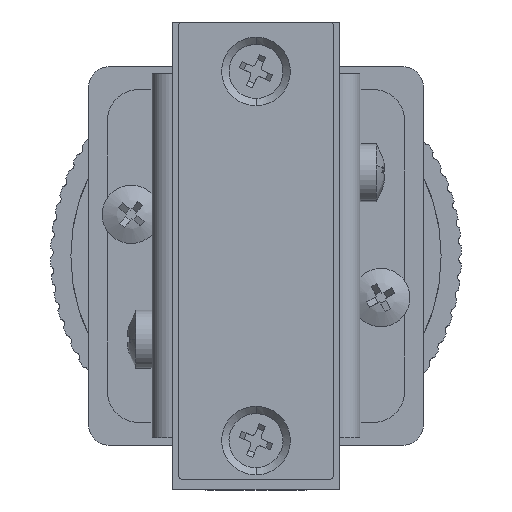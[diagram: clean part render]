
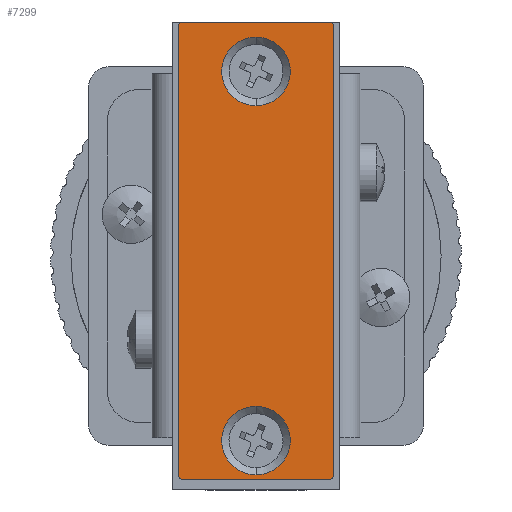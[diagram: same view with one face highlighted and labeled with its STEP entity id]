
A CAD part, front view. The second image highlights one B-rep face of the part: STEP entity #7299.
In plain terms, the highlighted planar face has unit normal (0, -1, 0).
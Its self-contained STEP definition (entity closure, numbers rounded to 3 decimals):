
#87 = CARTESIAN_POINT ( 'NONE',  ( -3.777, -17.577, 14.45 ) ) ;
#304 = VERTEX_POINT ( 'NONE', #87 ) ;
#595 = DIRECTION ( 'NONE',  ( 0., 0., -1. ) ) ;
#1462 = CARTESIAN_POINT ( 'NONE',  ( 3.723, -17.577, -21.5 ) ) ;
#2186 = CIRCLE ( 'NONE', #21883, 0.5 ) ;
#2447 = ORIENTED_EDGE ( 'NONE', *, *, #13267, .F. ) ;
#2464 = VERTEX_POINT ( 'NONE', #4131 ) ;
#3181 = EDGE_CURVE ( 'NONE', #30937, #26986, #21999, .T. ) ;
#4014 = CARTESIAN_POINT ( 'NONE',  ( -10.777, -17.577, 22. ) ) ;
#4023 = ORIENTED_EDGE ( 'NONE', *, *, #16959, .F. ) ;
#4131 = CARTESIAN_POINT ( 'NONE',  ( -10.777, -17.577, -21.5 ) ) ;
#4851 = EDGE_LOOP ( 'NONE', ( #2447, #34348 ) ) ;
#4922 = CIRCLE ( 'NONE', #14557, 0.5 ) ;
#4953 = CARTESIAN_POINT ( 'NONE',  ( -3.777, -17.577, -14.45 ) ) ;
#6706 = CIRCLE ( 'NONE', #15882, 0.5 ) ;
#6797 = DIRECTION ( 'NONE',  ( 0., 0., 1. ) ) ;
#7034 = DIRECTION ( 'NONE',  ( 1., 0., 0. ) ) ;
#7067 = AXIS2_PLACEMENT_3D ( 'NONE', #8111, #24646, #32991 ) ;
#7299 = ADVANCED_FACE ( 'NONE', ( #13541, #26500, #20044 ), #30172, .F. ) ;
#7741 = CARTESIAN_POINT ( 'NONE',  ( -10.777, -17.577, -21. ) ) ;
#8111 = CARTESIAN_POINT ( 'NONE',  ( -3.777, -17.577, 0.5 ) ) ;
#8282 = CARTESIAN_POINT ( 'NONE',  ( -3.777, -17.577, 21.05 ) ) ;
#8361 = VERTEX_POINT ( 'NONE', #32903 ) ;
#8435 = DIRECTION ( 'NONE',  ( 0., -1., 0. ) ) ;
#8667 = ORIENTED_EDGE ( 'NONE', *, *, #20711, .F. ) ;
#8826 = LINE ( 'NONE', #17980, #29957 ) ;
#8969 = CIRCLE ( 'NONE', #17653, 3.3 ) ;
#9423 = CARTESIAN_POINT ( 'NONE',  ( -3.777, -17.577, -17.75 ) ) ;
#9458 = EDGE_CURVE ( 'NONE', #35800, #8361, #18312, .T. ) ;
#9894 = CARTESIAN_POINT ( 'NONE',  ( 3.223, -17.577, 22.5 ) ) ;
#10524 = DIRECTION ( 'NONE',  ( 0., 0., 1. ) ) ;
#10777 = CIRCLE ( 'NONE', #20404, 3.3 ) ;
#11208 = EDGE_CURVE ( 'NONE', #16011, #26986, #26441, .T. ) ;
#11961 = VERTEX_POINT ( 'NONE', #8282 ) ;
#12192 = DIRECTION ( 'NONE',  ( 0., 0., -1. ) ) ;
#12368 = EDGE_LOOP ( 'NONE', ( #27165, #24153 ) ) ;
#12456 = LINE ( 'NONE', #1462, #18957 ) ;
#12646 = CARTESIAN_POINT ( 'NONE',  ( 3.223, -17.577, -21. ) ) ;
#12756 = VERTEX_POINT ( 'NONE', #30358 ) ;
#13267 = EDGE_CURVE ( 'NONE', #304, #11961, #10777, .T. ) ;
#13414 = DIRECTION ( 'NONE',  ( 0., -1., 0. ) ) ;
#13541 = FACE_OUTER_BOUND ( 'NONE', #30474, .T. ) ;
#13583 = CIRCLE ( 'NONE', #24351, 3.3 ) ;
#14381 = EDGE_CURVE ( 'NONE', #11961, #304, #8969, .T. ) ;
#14557 = AXIS2_PLACEMENT_3D ( 'NONE', #7741, #27043, #10524 ) ;
#15431 = DIRECTION ( 'NONE',  ( 0., 0., 1. ) ) ;
#15520 = DIRECTION ( 'NONE',  ( 0., 1., 0. ) ) ;
#15882 = AXIS2_PLACEMENT_3D ( 'NONE', #12646, #31964, #15431 ) ;
#16011 = VERTEX_POINT ( 'NONE', #9894 ) ;
#16384 = AXIS2_PLACEMENT_3D ( 'NONE', #9423, #28723, #12192 ) ;
#16897 = VERTEX_POINT ( 'NONE', #26151 ) ;
#16959 = EDGE_CURVE ( 'NONE', #16011, #23781, #2186, .T. ) ;
#17177 = DIRECTION ( 'NONE',  ( 0., -1., 0. ) ) ;
#17434 = ORIENTED_EDGE ( 'NONE', *, *, #25907, .T. ) ;
#17653 = AXIS2_PLACEMENT_3D ( 'NONE', #33725, #17177, #595 ) ;
#17819 = AXIS2_PLACEMENT_3D ( 'NONE', #4014, #23335, #6797 ) ;
#17980 = CARTESIAN_POINT ( 'NONE',  ( -11.277, -17.577, -21.5 ) ) ;
#18312 = CIRCLE ( 'NONE', #16384, 3.3 ) ;
#18957 = VECTOR ( 'NONE', #7034, 1000. ) ;
#19120 = VECTOR ( 'NONE', #23567, 1000. ) ;
#20044 = FACE_BOUND ( 'NONE', #12368, .T. ) ;
#20404 = AXIS2_PLACEMENT_3D ( 'NONE', #24979, #8435, #27732 ) ;
#20711 = EDGE_CURVE ( 'NONE', #12756, #16897, #6706, .T. ) ;
#20748 = DIRECTION ( 'NONE',  ( 0., 0., -1. ) ) ;
#21883 = AXIS2_PLACEMENT_3D ( 'NONE', #32062, #15520, #34842 ) ;
#21999 = CIRCLE ( 'NONE', #17819, 0.5 ) ;
#22190 = ORIENTED_EDGE ( 'NONE', *, *, #3181, .F. ) ;
#22869 = DIRECTION ( 'NONE',  ( 0., 0., 1. ) ) ;
#23335 = DIRECTION ( 'NONE',  ( 0., 1., 0. ) ) ;
#23486 = LINE ( 'NONE', #31069, #29929 ) ;
#23567 = DIRECTION ( 'NONE',  ( -1., 0., 0. ) ) ;
#23781 = VERTEX_POINT ( 'NONE', #28918 ) ;
#24153 = ORIENTED_EDGE ( 'NONE', *, *, #9458, .F. ) ;
#24351 = AXIS2_PLACEMENT_3D ( 'NONE', #29933, #13414, #32740 ) ;
#24646 = DIRECTION ( 'NONE',  ( 0., 1., 0. ) ) ;
#24979 = CARTESIAN_POINT ( 'NONE',  ( -3.777, -17.577, 17.75 ) ) ;
#25497 = EDGE_CURVE ( 'NONE', #8361, #35800, #13583, .T. ) ;
#25794 = ORIENTED_EDGE ( 'NONE', *, *, #27224, .T. ) ;
#25907 = EDGE_CURVE ( 'NONE', #30937, #25909, #8826, .T. ) ;
#25909 = VERTEX_POINT ( 'NONE', #26183 ) ;
#26151 = CARTESIAN_POINT ( 'NONE',  ( 3.223, -17.577, -21.5 ) ) ;
#26183 = CARTESIAN_POINT ( 'NONE',  ( -11.277, -17.577, -21. ) ) ;
#26441 = LINE ( 'NONE', #31512, #19120 ) ;
#26500 = FACE_BOUND ( 'NONE', #4851, .T. ) ;
#26697 = CARTESIAN_POINT ( 'NONE',  ( -11.277, -17.577, 22. ) ) ;
#26986 = VERTEX_POINT ( 'NONE', #29856 ) ;
#27043 = DIRECTION ( 'NONE',  ( 0., 1., 0. ) ) ;
#27165 = ORIENTED_EDGE ( 'NONE', *, *, #25497, .F. ) ;
#27224 = EDGE_CURVE ( 'NONE', #12756, #23781, #23486, .T. ) ;
#27732 = DIRECTION ( 'NONE',  ( 0., 0., -1. ) ) ;
#27846 = ORIENTED_EDGE ( 'NONE', *, *, #11208, .T. ) ;
#28723 = DIRECTION ( 'NONE',  ( 0., -1., 0. ) ) ;
#28918 = CARTESIAN_POINT ( 'NONE',  ( 3.723, -17.577, 22. ) ) ;
#29856 = CARTESIAN_POINT ( 'NONE',  ( -10.777, -17.577, 22.5 ) ) ;
#29929 = VECTOR ( 'NONE', #22869, 1000. ) ;
#29933 = CARTESIAN_POINT ( 'NONE',  ( -3.777, -17.577, -17.75 ) ) ;
#29957 = VECTOR ( 'NONE', #20748, 1000. ) ;
#30172 = PLANE ( 'NONE',  #7067 ) ;
#30358 = CARTESIAN_POINT ( 'NONE',  ( 3.723, -17.577, -21. ) ) ;
#30474 = EDGE_LOOP ( 'NONE', ( #22190, #17434, #31120, #32312, #8667, #25794, #4023, #27846 ) ) ;
#30937 = VERTEX_POINT ( 'NONE', #26697 ) ;
#31069 = CARTESIAN_POINT ( 'NONE',  ( 3.723, -17.577, 22.5 ) ) ;
#31120 = ORIENTED_EDGE ( 'NONE', *, *, #31889, .F. ) ;
#31512 = CARTESIAN_POINT ( 'NONE',  ( -11.277, -17.577, 22.5 ) ) ;
#31889 = EDGE_CURVE ( 'NONE', #2464, #25909, #4922, .T. ) ;
#31964 = DIRECTION ( 'NONE',  ( 0., 1., 0. ) ) ;
#32062 = CARTESIAN_POINT ( 'NONE',  ( 3.223, -17.577, 22. ) ) ;
#32312 = ORIENTED_EDGE ( 'NONE', *, *, #35118, .T. ) ;
#32740 = DIRECTION ( 'NONE',  ( 0., 0., -1. ) ) ;
#32903 = CARTESIAN_POINT ( 'NONE',  ( -3.777, -17.577, -21.05 ) ) ;
#32991 = DIRECTION ( 'NONE',  ( 0., 0., 1. ) ) ;
#33725 = CARTESIAN_POINT ( 'NONE',  ( -3.777, -17.577, 17.75 ) ) ;
#34348 = ORIENTED_EDGE ( 'NONE', *, *, #14381, .F. ) ;
#34842 = DIRECTION ( 'NONE',  ( 0., 0., 1. ) ) ;
#35118 = EDGE_CURVE ( 'NONE', #2464, #16897, #12456, .T. ) ;
#35800 = VERTEX_POINT ( 'NONE', #4953 ) ;
